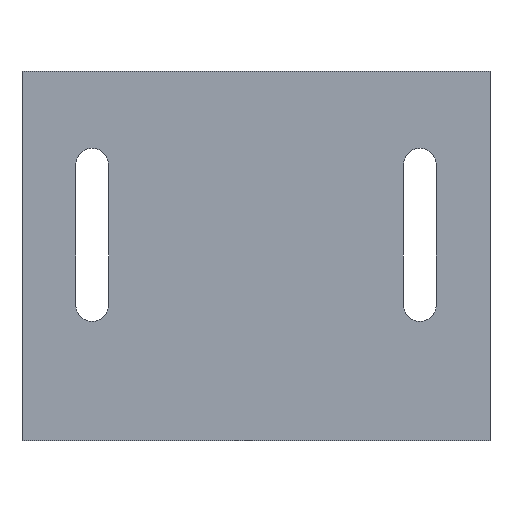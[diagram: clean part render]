
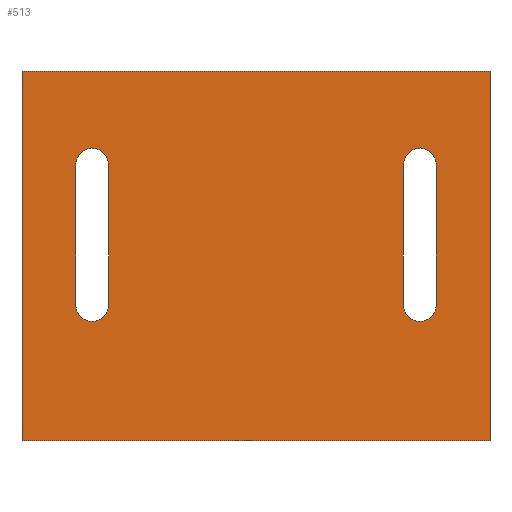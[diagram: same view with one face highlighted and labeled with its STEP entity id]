
A CAD part, front view. The second image highlights one B-rep face of the part: STEP entity #513.
In plain terms, the highlighted planar face has unit normal (0, -1, 0).
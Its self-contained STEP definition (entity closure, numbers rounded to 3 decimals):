
#5 = CARTESIAN_POINT ( 'NONE',  ( 18.5, -4., 59. ) ) ;
#11 = ORIENTED_EDGE ( 'NONE', *, *, #1010, .T. ) ;
#31 = CARTESIAN_POINT ( 'NONE',  ( 11.5, -4., 29. ) ) ;
#32 = CARTESIAN_POINT ( 'NONE',  ( 18.5, -4., 29. ) ) ;
#34 = VECTOR ( 'NONE', #865, 1000. ) ;
#36 = DIRECTION ( 'NONE',  ( -1., 0., 0. ) ) ;
#37 = FACE_BOUND ( 'NONE', #778, .T. ) ;
#56 = ORIENTED_EDGE ( 'NONE', *, *, #118, .T. ) ;
#69 = CARTESIAN_POINT ( 'NONE',  ( 0., -4., 79. ) ) ;
#76 = CARTESIAN_POINT ( 'NONE',  ( 11.5, -4., 59. ) ) ;
#87 = ORIENTED_EDGE ( 'NONE', *, *, #633, .T. ) ;
#113 = DIRECTION ( 'NONE',  ( 1., 0., 0. ) ) ;
#118 = EDGE_CURVE ( 'NONE', #451, #915, #685, .T. ) ;
#127 = CIRCLE ( 'NONE', #1077, 3.5 ) ;
#180 = CARTESIAN_POINT ( 'NONE',  ( 0., -4., 79. ) ) ;
#181 = ORIENTED_EDGE ( 'NONE', *, *, #776, .T. ) ;
#186 = CARTESIAN_POINT ( 'NONE',  ( 88.5, -4., 29. ) ) ;
#221 = EDGE_CURVE ( 'NONE', #827, #1083, #878, .T. ) ;
#228 = CARTESIAN_POINT ( 'NONE',  ( 0., -4., 0. ) ) ;
#245 = ORIENTED_EDGE ( 'NONE', *, *, #410, .T. ) ;
#249 = CARTESIAN_POINT ( 'NONE',  ( 15., -4., 59. ) ) ;
#254 = ORIENTED_EDGE ( 'NONE', *, *, #1073, .F. ) ;
#268 = LINE ( 'NONE', #852, #731 ) ;
#318 = VERTEX_POINT ( 'NONE', #1095 ) ;
#326 = DIRECTION ( 'NONE',  ( 1., 0., 0. ) ) ;
#328 = LINE ( 'NONE', #959, #34 ) ;
#410 = EDGE_CURVE ( 'NONE', #1185, #643, #127, .T. ) ;
#415 = CARTESIAN_POINT ( 'NONE',  ( 85., -4., 59. ) ) ;
#417 = ORIENTED_EDGE ( 'NONE', *, *, #885, .T. ) ;
#429 = CARTESIAN_POINT ( 'NONE',  ( 81.5, -4., 59. ) ) ;
#433 = DIRECTION ( 'NONE',  ( 0., 0., 1. ) ) ;
#439 = CARTESIAN_POINT ( 'NONE',  ( 0., -4., 79. ) ) ;
#449 = LINE ( 'NONE', #1301, #1380 ) ;
#451 = VERTEX_POINT ( 'NONE', #180 ) ;
#456 = AXIS2_PLACEMENT_3D ( 'NONE', #249, #1114, #36 ) ;
#461 = VERTEX_POINT ( 'NONE', #76 ) ;
#464 = AXIS2_PLACEMENT_3D ( 'NONE', #415, #747, #1080 ) ;
#468 = VERTEX_POINT ( 'NONE', #186 ) ;
#479 = ORIENTED_EDGE ( 'NONE', *, *, #952, .F. ) ;
#495 = ORIENTED_EDGE ( 'NONE', *, *, #856, .T. ) ;
#510 = DIRECTION ( 'NONE',  ( -1., 0., 0. ) ) ;
#513 = ADVANCED_FACE ( 'NONE', ( #37, #1369, #828 ), #548, .F. ) ;
#518 = EDGE_LOOP ( 'NONE', ( #495, #87, #181, #245 ) ) ;
#525 = VECTOR ( 'NONE', #965, 1000. ) ;
#537 = CARTESIAN_POINT ( 'NONE',  ( 81.5, -4., 59. ) ) ;
#548 = PLANE ( 'NONE',  #1109 ) ;
#556 = ORIENTED_EDGE ( 'NONE', *, *, #221, .T. ) ;
#560 = CIRCLE ( 'NONE', #938, 3.5 ) ;
#582 = VECTOR ( 'NONE', #1100, 1000. ) ;
#633 = EDGE_CURVE ( 'NONE', #461, #838, #1045, .T. ) ;
#635 = CARTESIAN_POINT ( 'NONE',  ( 100., -4., 79. ) ) ;
#643 = VERTEX_POINT ( 'NONE', #31 ) ;
#655 = VECTOR ( 'NONE', #113, 1000. ) ;
#685 = LINE ( 'NONE', #69, #765 ) ;
#687 = DIRECTION ( 'NONE',  ( -1., 0., 0. ) ) ;
#688 = ORIENTED_EDGE ( 'NONE', *, *, #1234, .T. ) ;
#690 = CARTESIAN_POINT ( 'NONE',  ( 100., -4., 0. ) ) ;
#715 = LINE ( 'NONE', #995, #1294 ) ;
#731 = VECTOR ( 'NONE', #1392, 1000. ) ;
#747 = DIRECTION ( 'NONE',  ( 0., 1., 0. ) ) ;
#765 = VECTOR ( 'NONE', #932, 1000. ) ;
#774 = VERTEX_POINT ( 'NONE', #635 ) ;
#776 = EDGE_CURVE ( 'NONE', #838, #1185, #268, .T. ) ;
#778 = EDGE_LOOP ( 'NONE', ( #11, #556, #1120, #688 ) ) ;
#823 = DIRECTION ( 'NONE',  ( 0., 1., 0. ) ) ;
#827 = VERTEX_POINT ( 'NONE', #537 ) ;
#828 = FACE_OUTER_BOUND ( 'NONE', #1356, .T. ) ;
#831 = CARTESIAN_POINT ( 'NONE',  ( 15., -4., 29. ) ) ;
#838 = VERTEX_POINT ( 'NONE', #5 ) ;
#852 = CARTESIAN_POINT ( 'NONE',  ( 18.5, -4., 59. ) ) ;
#856 = EDGE_CURVE ( 'NONE', #643, #461, #1054, .T. ) ;
#865 = DIRECTION ( 'NONE',  ( 0., 0., -1. ) ) ;
#878 = CIRCLE ( 'NONE', #464, 3.5 ) ;
#885 = EDGE_CURVE ( 'NONE', #915, #1375, #449, .T. ) ;
#890 = DIRECTION ( 'NONE',  ( 0., 0., -1. ) ) ;
#915 = VERTEX_POINT ( 'NONE', #228 ) ;
#932 = DIRECTION ( 'NONE',  ( 0., 0., -1. ) ) ;
#938 = AXIS2_PLACEMENT_3D ( 'NONE', #1022, #1122, #687 ) ;
#952 = EDGE_CURVE ( 'NONE', #451, #774, #1135, .T. ) ;
#959 = CARTESIAN_POINT ( 'NONE',  ( 88.5, -4., 59. ) ) ;
#965 = DIRECTION ( 'NONE',  ( 0., 0., 1. ) ) ;
#993 = CARTESIAN_POINT ( 'NONE',  ( 11.5, -4., 59. ) ) ;
#995 = CARTESIAN_POINT ( 'NONE',  ( 100., -4., 79. ) ) ;
#1010 = EDGE_CURVE ( 'NONE', #318, #827, #1393, .T. ) ;
#1022 = CARTESIAN_POINT ( 'NONE',  ( 85., -4., 29. ) ) ;
#1035 = EDGE_CURVE ( 'NONE', #1083, #468, #328, .T. ) ;
#1045 = CIRCLE ( 'NONE', #456, 3.5 ) ;
#1054 = LINE ( 'NONE', #993, #582 ) ;
#1073 = EDGE_CURVE ( 'NONE', #774, #1375, #715, .T. ) ;
#1077 = AXIS2_PLACEMENT_3D ( 'NONE', #831, #823, #510 ) ;
#1080 = DIRECTION ( 'NONE',  ( -1., 0., 0. ) ) ;
#1083 = VERTEX_POINT ( 'NONE', #1320 ) ;
#1095 = CARTESIAN_POINT ( 'NONE',  ( 81.5, -4., 29. ) ) ;
#1100 = DIRECTION ( 'NONE',  ( 0., 0., 1. ) ) ;
#1109 = AXIS2_PLACEMENT_3D ( 'NONE', #1293, #1194, #433 ) ;
#1114 = DIRECTION ( 'NONE',  ( 0., 1., 0. ) ) ;
#1120 = ORIENTED_EDGE ( 'NONE', *, *, #1035, .T. ) ;
#1122 = DIRECTION ( 'NONE',  ( 0., 1., 0. ) ) ;
#1135 = LINE ( 'NONE', #439, #655 ) ;
#1185 = VERTEX_POINT ( 'NONE', #32 ) ;
#1194 = DIRECTION ( 'NONE',  ( 0., 1., 0. ) ) ;
#1234 = EDGE_CURVE ( 'NONE', #468, #318, #560, .T. ) ;
#1293 = CARTESIAN_POINT ( 'NONE',  ( 0., -4., 79. ) ) ;
#1294 = VECTOR ( 'NONE', #890, 1000. ) ;
#1301 = CARTESIAN_POINT ( 'NONE',  ( 0., -4., 0. ) ) ;
#1320 = CARTESIAN_POINT ( 'NONE',  ( 88.5, -4., 59. ) ) ;
#1356 = EDGE_LOOP ( 'NONE', ( #56, #417, #254, #479 ) ) ;
#1369 = FACE_BOUND ( 'NONE', #518, .T. ) ;
#1375 = VERTEX_POINT ( 'NONE', #690 ) ;
#1380 = VECTOR ( 'NONE', #326, 1000. ) ;
#1392 = DIRECTION ( 'NONE',  ( 0., 0., -1. ) ) ;
#1393 = LINE ( 'NONE', #429, #525 ) ;
